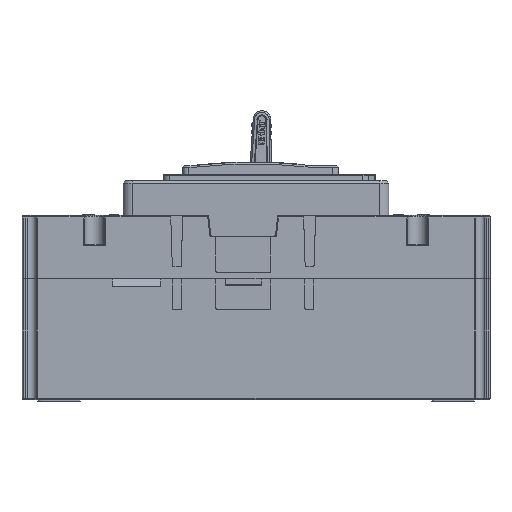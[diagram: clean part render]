
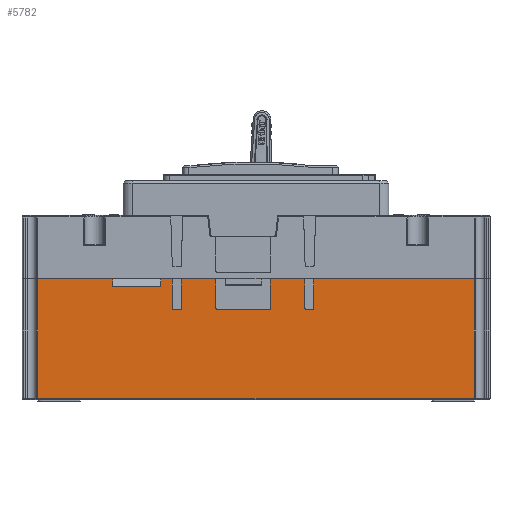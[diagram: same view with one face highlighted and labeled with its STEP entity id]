
A CAD part, left-side view. The second image highlights one B-rep face of the part: STEP entity #5782.
In plain terms, the highlighted planar face has unit normal (-1, 0, 0).
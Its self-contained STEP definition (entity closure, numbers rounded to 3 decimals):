
#2147=CIRCLE('',#76884,0.5);
#2148=CIRCLE('',#76885,0.5);
#2149=CIRCLE('',#76886,0.5);
#2150=CIRCLE('',#76887,0.5);
#2151=CIRCLE('',#76888,0.5);
#2152=CIRCLE('',#76889,0.5);
#5782=ADVANCED_FACE('',(#12296),#9455,.T.);
#9455=PLANE('',#76890);
#12296=FACE_OUTER_BOUND('',#16222,.T.);
#16222=EDGE_LOOP('',(#26644,#26645,#26646,#26647,#26648,#26649,#26650,#26651,
#26652,#26653,#26654,#26655,#26656,#26657,#26658,#26659,#26660,#26661,#26662,
#26663,#26664,#26665,#26666,#26667,#26668,#26669));
#26644=ORIENTED_EDGE('',*,*,#52171,.F.);
#26645=ORIENTED_EDGE('',*,*,#52172,.T.);
#26646=ORIENTED_EDGE('',*,*,#52173,.T.);
#26647=ORIENTED_EDGE('',*,*,#52174,.T.);
#26648=ORIENTED_EDGE('',*,*,#52175,.T.);
#26649=ORIENTED_EDGE('',*,*,#52176,.F.);
#26650=ORIENTED_EDGE('',*,*,#52177,.F.);
#26651=ORIENTED_EDGE('',*,*,#52178,.T.);
#26652=ORIENTED_EDGE('',*,*,#52179,.F.);
#26653=ORIENTED_EDGE('',*,*,#52180,.T.);
#26654=ORIENTED_EDGE('',*,*,#52181,.F.);
#26655=ORIENTED_EDGE('',*,*,#52182,.F.);
#26656=ORIENTED_EDGE('',*,*,#52183,.F.);
#26657=ORIENTED_EDGE('',*,*,#52184,.T.);
#26658=ORIENTED_EDGE('',*,*,#52185,.T.);
#26659=ORIENTED_EDGE('',*,*,#52186,.T.);
#26660=ORIENTED_EDGE('',*,*,#52187,.T.);
#26661=ORIENTED_EDGE('',*,*,#52188,.F.);
#26662=ORIENTED_EDGE('',*,*,#52189,.F.);
#26663=ORIENTED_EDGE('',*,*,#52190,.T.);
#26664=ORIENTED_EDGE('',*,*,#52191,.T.);
#26665=ORIENTED_EDGE('',*,*,#52192,.F.);
#26666=ORIENTED_EDGE('',*,*,#52193,.T.);
#26667=ORIENTED_EDGE('',*,*,#52194,.T.);
#26668=ORIENTED_EDGE('',*,*,#52195,.T.);
#26669=ORIENTED_EDGE('',*,*,#52196,.F.);
#44096=VERTEX_POINT('',#115936);
#44097=VERTEX_POINT('',#115937);
#44098=VERTEX_POINT('',#115939);
#44099=VERTEX_POINT('',#115941);
#44100=VERTEX_POINT('',#115943);
#44101=VERTEX_POINT('',#115945);
#44102=VERTEX_POINT('',#115947);
#44103=VERTEX_POINT('',#115949);
#44104=VERTEX_POINT('',#115951);
#44105=VERTEX_POINT('',#115953);
#44106=VERTEX_POINT('',#115955);
#44107=VERTEX_POINT('',#115957);
#44108=VERTEX_POINT('',#115959);
#44109=VERTEX_POINT('',#115961);
#44110=VERTEX_POINT('',#115963);
#44111=VERTEX_POINT('',#115965);
#44112=VERTEX_POINT('',#115967);
#44113=VERTEX_POINT('',#115969);
#44114=VERTEX_POINT('',#115971);
#44115=VERTEX_POINT('',#115973);
#44116=VERTEX_POINT('',#115975);
#44117=VERTEX_POINT('',#115977);
#44118=VERTEX_POINT('',#115979);
#44119=VERTEX_POINT('',#115981);
#44120=VERTEX_POINT('',#115983);
#44121=VERTEX_POINT('',#115985);
#52171=EDGE_CURVE('',#44096,#44097,#62032,.T.);
#52172=EDGE_CURVE('',#44096,#44098,#2147,.T.);
#52173=EDGE_CURVE('',#44098,#44099,#62033,.T.);
#52174=EDGE_CURVE('',#44099,#44100,#2148,.T.);
#52175=EDGE_CURVE('',#44100,#44101,#62034,.T.);
#52176=EDGE_CURVE('',#44102,#44101,#62035,.T.);
#52177=EDGE_CURVE('',#44103,#44102,#62036,.T.);
#52178=EDGE_CURVE('',#44103,#44104,#2149,.T.);
#52179=EDGE_CURVE('',#44105,#44104,#62037,.T.);
#52180=EDGE_CURVE('',#44105,#44106,#2150,.T.);
#52181=EDGE_CURVE('',#44107,#44106,#62038,.T.);
#52182=EDGE_CURVE('',#44108,#44107,#62039,.T.);
#52183=EDGE_CURVE('',#44109,#44108,#62040,.T.);
#52184=EDGE_CURVE('',#44109,#44110,#2151,.T.);
#52185=EDGE_CURVE('',#44110,#44111,#62041,.T.);
#52186=EDGE_CURVE('',#44111,#44112,#2152,.T.);
#52187=EDGE_CURVE('',#44112,#44113,#62042,.T.);
#52188=EDGE_CURVE('',#44114,#44113,#62043,.T.);
#52189=EDGE_CURVE('',#44115,#44114,#62044,.T.);
#52190=EDGE_CURVE('',#44115,#44116,#62045,.T.);
#52191=EDGE_CURVE('',#44116,#44117,#62046,.T.);
#52192=EDGE_CURVE('',#44118,#44117,#62047,.T.);
#52193=EDGE_CURVE('',#44118,#44119,#62048,.T.);
#52194=EDGE_CURVE('',#44119,#44120,#62049,.T.);
#52195=EDGE_CURVE('',#44120,#44121,#62050,.T.);
#52196=EDGE_CURVE('',#44097,#44121,#62051,.T.);
#62032=LINE('',#115935,#69770);
#62033=LINE('',#115940,#69771);
#62034=LINE('',#115944,#69772);
#62035=LINE('',#115946,#69773);
#62036=LINE('',#115948,#69774);
#62037=LINE('',#115952,#69775);
#62038=LINE('',#115956,#69776);
#62039=LINE('',#115958,#69777);
#62040=LINE('',#115960,#69778);
#62041=LINE('',#115964,#69779);
#62042=LINE('',#115968,#69780);
#62043=LINE('',#115970,#69781);
#62044=LINE('',#115972,#69782);
#62045=LINE('',#115974,#69783);
#62046=LINE('',#115976,#69784);
#62047=LINE('',#115978,#69785);
#62048=LINE('',#115980,#69786);
#62049=LINE('',#115982,#69787);
#62050=LINE('',#115984,#69788);
#62051=LINE('',#115986,#69789);
#69770=VECTOR('',#86871,1.);
#69771=VECTOR('',#86874,1.);
#69772=VECTOR('',#86877,1.);
#69773=VECTOR('',#86878,1.);
#69774=VECTOR('',#86879,1.);
#69775=VECTOR('',#86882,1.);
#69776=VECTOR('',#86885,1.);
#69777=VECTOR('',#86886,1.);
#69778=VECTOR('',#86887,1.);
#69779=VECTOR('',#86890,1.);
#69780=VECTOR('',#86893,1.);
#69781=VECTOR('',#86894,1.);
#69782=VECTOR('',#86895,1.);
#69783=VECTOR('',#86896,1.);
#69784=VECTOR('',#86897,1.);
#69785=VECTOR('',#86898,1.);
#69786=VECTOR('',#86899,1.);
#69787=VECTOR('',#86900,1.);
#69788=VECTOR('',#86901,1.);
#69789=VECTOR('',#86902,1.);
#76884=AXIS2_PLACEMENT_3D('',#115938,#86872,#86873);
#76885=AXIS2_PLACEMENT_3D('',#115942,#86875,#86876);
#76886=AXIS2_PLACEMENT_3D('',#115950,#86880,#86881);
#76887=AXIS2_PLACEMENT_3D('',#115954,#86883,#86884);
#76888=AXIS2_PLACEMENT_3D('',#115962,#86888,#86889);
#76889=AXIS2_PLACEMENT_3D('',#115966,#86891,#86892);
#76890=AXIS2_PLACEMENT_3D('',#115987,#86903,#86904);
#86871=DIRECTION('',(0.,0.,1.));
#86872=DIRECTION('',(1.,0.,0.));
#86873=DIRECTION('',(0.,0.,1.));
#86874=DIRECTION('',(0.,1.,0.));
#86875=DIRECTION('',(1.,0.,0.));
#86876=DIRECTION('',(0.,0.,1.));
#86877=DIRECTION('',(0.,0.,1.));
#86878=DIRECTION('',(0.,-1.,0.));
#86879=DIRECTION('',(0.,0.,1.));
#86880=DIRECTION('',(1.,0.,0.));
#86881=DIRECTION('',(0.,0.,1.));
#86882=DIRECTION('',(0.,-1.,0.));
#86883=DIRECTION('',(1.,0.,0.));
#86884=DIRECTION('',(0.,0.,1.));
#86885=DIRECTION('',(0.,0.,-1.));
#86886=DIRECTION('',(0.,-1.,0.));
#86887=DIRECTION('',(0.,0.,1.));
#86888=DIRECTION('',(1.,0.,0.));
#86889=DIRECTION('',(0.,0.,1.));
#86890=DIRECTION('',(0.,1.,0.));
#86891=DIRECTION('',(1.,0.,0.));
#86892=DIRECTION('',(0.,0.,1.));
#86893=DIRECTION('',(0.,0.,1.));
#86894=DIRECTION('',(0.,-1.,0.));
#86895=DIRECTION('',(0.,0.,1.));
#86896=DIRECTION('',(0.,1.,0.));
#86897=DIRECTION('',(0.,0.,1.));
#86898=DIRECTION('',(0.,-1.,0.));
#86899=DIRECTION('',(0.,0.,-1.));
#86900=DIRECTION('',(0.,-1.,0.));
#86901=DIRECTION('',(0.,0.,1.));
#86902=DIRECTION('',(0.,-1.,0.));
#86903=DIRECTION('',(-1.,0.,0.));
#86904=DIRECTION('',(0.,-1.,0.));
#115935=CARTESIAN_POINT('',(549.,258.3,-40.));
#115936=CARTESIAN_POINT('',(549.,258.3,-9.8));
#115937=CARTESIAN_POINT('',(549.,258.3,0.));
#115938=CARTESIAN_POINT('',(549.,258.8,-9.8));
#115939=CARTESIAN_POINT('',(549.,258.8,-10.3));
#115940=CARTESIAN_POINT('',(549.,355.,-10.3));
#115941=CARTESIAN_POINT('',(549.,260.8,-10.3));
#115942=CARTESIAN_POINT('',(549.,260.8,-9.8));
#115943=CARTESIAN_POINT('',(549.,261.3,-9.8));
#115944=CARTESIAN_POINT('',(549.,261.3,-10.3));
#115945=CARTESIAN_POINT('',(549.,261.3,0.));
#115946=CARTESIAN_POINT('',(549.,277.5,0.));
#115947=CARTESIAN_POINT('',(549.,272.75,0.));
#115948=CARTESIAN_POINT('',(549.,272.75,-54.));
#115949=CARTESIAN_POINT('',(549.,272.75,-9.8));
#115950=CARTESIAN_POINT('',(549.,273.25,-9.8));
#115951=CARTESIAN_POINT('',(549.,273.25,-10.3));
#115952=CARTESIAN_POINT('',(549.,277.5,-10.3));
#115953=CARTESIAN_POINT('',(549.,290.25,-10.3));
#115954=CARTESIAN_POINT('',(549.,290.25,-9.8));
#115955=CARTESIAN_POINT('',(549.,290.75,-9.8));
#115956=CARTESIAN_POINT('',(549.,290.75,-54.));
#115957=CARTESIAN_POINT('',(549.,290.75,0.));
#115958=CARTESIAN_POINT('',(549.,277.5,0.));
#115959=CARTESIAN_POINT('',(549.,302.2,0.));
#115960=CARTESIAN_POINT('',(549.,302.2,-40.));
#115961=CARTESIAN_POINT('',(549.,302.2,-9.8));
#115962=CARTESIAN_POINT('',(549.,302.7,-9.8));
#115963=CARTESIAN_POINT('',(549.,302.7,-10.3));
#115964=CARTESIAN_POINT('',(549.,355.,-10.3));
#115965=CARTESIAN_POINT('',(549.,304.7,-10.3));
#115966=CARTESIAN_POINT('',(549.,304.7,-9.8));
#115967=CARTESIAN_POINT('',(549.,305.2,-9.8));
#115968=CARTESIAN_POINT('',(549.,305.2,-10.3));
#115969=CARTESIAN_POINT('',(549.,305.2,0.));
#115970=CARTESIAN_POINT('',(549.,340.672,0.));
#115971=CARTESIAN_POINT('',(549.,309.,0.));
#115972=CARTESIAN_POINT('',(549.,309.,-2.5));
#115973=CARTESIAN_POINT('',(549.,309.,-2.5));
#115974=CARTESIAN_POINT('',(549.,309.,-2.5));
#115975=CARTESIAN_POINT('',(549.,325.,-2.5));
#115976=CARTESIAN_POINT('',(549.,325.,-2.5));
#115977=CARTESIAN_POINT('',(549.,325.,0.));
#115978=CARTESIAN_POINT('',(549.,340.672,0.));
#115979=CARTESIAN_POINT('',(549.,349.806,0.));
#115980=CARTESIAN_POINT('',(549.,349.806,-40.));
#115981=CARTESIAN_POINT('',(549.,349.806,-39.5));
#115982=CARTESIAN_POINT('',(549.,355.,-39.5));
#115983=CARTESIAN_POINT('',(549.,205.194,-39.5));
#115984=CARTESIAN_POINT('',(549.,205.194,0.));
#115985=CARTESIAN_POINT('',(549.,205.194,0.));
#115986=CARTESIAN_POINT('',(549.,258.15,0.));
#115987=CARTESIAN_POINT('',(549.,355.,-40.));
